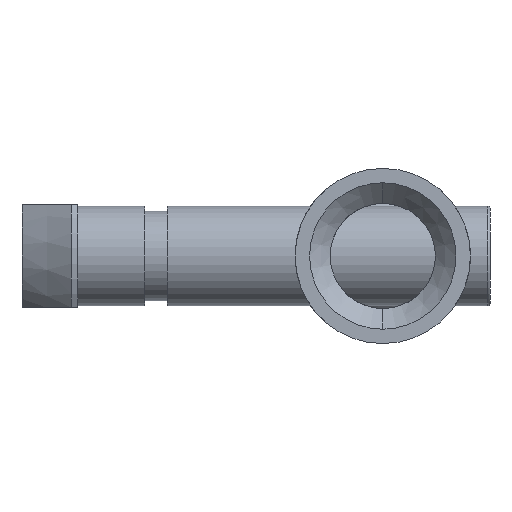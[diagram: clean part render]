
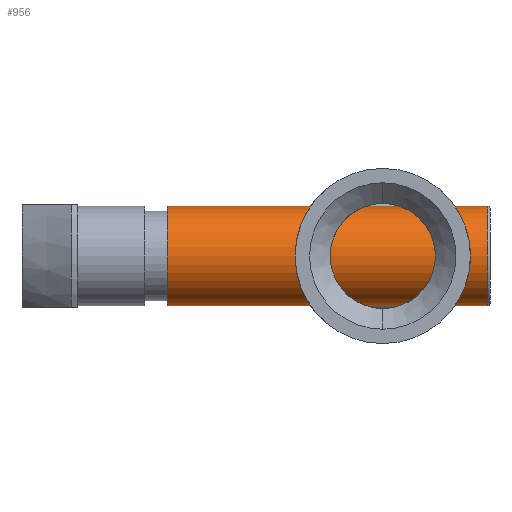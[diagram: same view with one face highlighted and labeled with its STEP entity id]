
A CAD part, left-side view. The second image highlights one B-rep face of the part: STEP entity #956.
In plain terms, the highlighted cylindrical face has radius 4.85 mm (diameter 9.7 mm), a partial arc.
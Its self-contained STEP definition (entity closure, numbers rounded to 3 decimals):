
#10 = EDGE_CURVE ( 'NONE', #1152, #1741, #1752, .T. ) ;
#116 = ORIENTED_EDGE ( 'NONE', *, *, #1009, .T. ) ;
#151 = CARTESIAN_POINT ( 'NONE',  ( 0., 0., 0. ) ) ;
#275 = CARTESIAN_POINT ( 'NONE',  ( 31.1, 0., -4.85 ) ) ;
#327 = CARTESIAN_POINT ( 'NONE',  ( 0., 0., 4.85 ) ) ;
#345 = ORIENTED_EDGE ( 'NONE', *, *, #1675, .T. ) ;
#354 = VERTEX_POINT ( 'NONE', #327 ) ;
#441 = CIRCLE ( 'NONE', #1512, 4.85 ) ;
#529 = CYLINDRICAL_SURFACE ( 'NONE', #2098, 4.85 ) ;
#538 = VERTEX_POINT ( 'NONE', #1483 ) ;
#633 = FACE_OUTER_BOUND ( 'NONE', #1821, .T. ) ;
#689 = DIRECTION ( 'NONE',  ( 0., 0., 1. ) ) ;
#726 = CARTESIAN_POINT ( 'NONE',  ( 31.3, 0., 0. ) ) ;
#746 = LINE ( 'NONE', #1017, #1535 ) ;
#812 = VECTOR ( 'NONE', #1857, 1000. ) ;
#946 = CARTESIAN_POINT ( 'NONE',  ( 0., 0., -4.85 ) ) ;
#956 = ADVANCED_FACE ( 'NONE', ( #633 ), #529, .T. ) ;
#1009 = EDGE_CURVE ( 'NONE', #354, #1741, #441, .T. ) ;
#1017 = CARTESIAN_POINT ( 'NONE',  ( 31.3, 0., 4.85 ) ) ;
#1025 = CARTESIAN_POINT ( 'NONE',  ( 31.3, 0., -4.85 ) ) ;
#1071 = DIRECTION ( 'NONE',  ( -1., 0., 0. ) ) ;
#1152 = VERTEX_POINT ( 'NONE', #275 ) ;
#1443 = DIRECTION ( 'NONE',  ( 0., 0., -1. ) ) ;
#1462 = DIRECTION ( 'NONE',  ( -1., 0., 0. ) ) ;
#1483 = CARTESIAN_POINT ( 'NONE',  ( 31.1, 0., 4.85 ) ) ;
#1512 = AXIS2_PLACEMENT_3D ( 'NONE', #151, #1616, #1749 ) ;
#1535 = VECTOR ( 'NONE', #1462, 1000. ) ;
#1616 = DIRECTION ( 'NONE',  ( 1., 0., 0. ) ) ;
#1675 = EDGE_CURVE ( 'NONE', #1152, #538, #1733, .T. ) ;
#1718 = ORIENTED_EDGE ( 'NONE', *, *, #10, .F. ) ;
#1733 = CIRCLE ( 'NONE', #2177, 4.85 ) ;
#1741 = VERTEX_POINT ( 'NONE', #946 ) ;
#1749 = DIRECTION ( 'NONE',  ( 0., 0., -1. ) ) ;
#1752 = LINE ( 'NONE', #1025, #812 ) ;
#1798 = DIRECTION ( 'NONE',  ( -1., 0., 0. ) ) ;
#1821 = EDGE_LOOP ( 'NONE', ( #1718, #345, #1822, #116 ) ) ;
#1822 = ORIENTED_EDGE ( 'NONE', *, *, #1987, .T. ) ;
#1832 = CARTESIAN_POINT ( 'NONE',  ( 31.1, 0., 0. ) ) ;
#1857 = DIRECTION ( 'NONE',  ( -1., 0., 0. ) ) ;
#1987 = EDGE_CURVE ( 'NONE', #538, #354, #746, .T. ) ;
#2098 = AXIS2_PLACEMENT_3D ( 'NONE', #726, #1798, #689 ) ;
#2177 = AXIS2_PLACEMENT_3D ( 'NONE', #1832, #1071, #1443 ) ;
